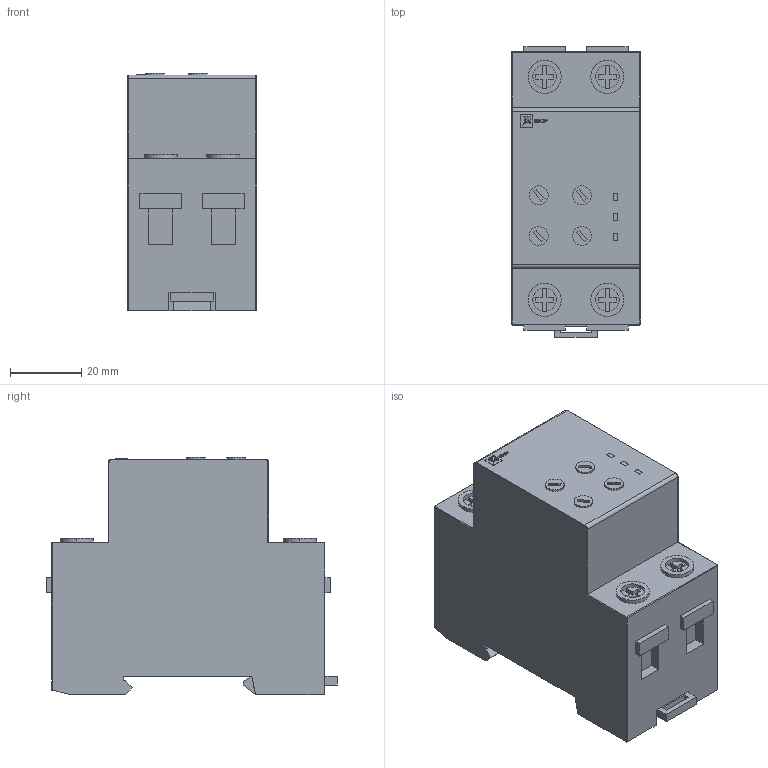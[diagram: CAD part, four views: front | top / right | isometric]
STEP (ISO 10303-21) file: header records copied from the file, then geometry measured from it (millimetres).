
FILE_DESCRIPTION (( 'STEP AP203' ), '1' );
FILE_NAME ('Ðåëå íàïðÿæåíèÿ RV-32A (ñêâîçíîå ïîäêëþ÷åíèå) (rv-32a).STEP', '2018-09-04T05:54:50', ( '' ), ( '' ), 'SwSTEP 2.0', 'SolidWorks 2017', '' );
FILE_SCHEMA (( 'CONFIG_CONTROL_DESIGN' ));
Length unit declared in the file: millimetre
Products named in the file (1): Ðåëå íàïðÿæåíèÿ RV-32A (ñêâîçíîå ïîäêëþ÷åíèå) (rv-32a)
Bounding box: 36.3 x 81.6 x 66.6 mm (x, y, z)
Volume: 149460.3 mm3; surface area: 20271.3 mm2
Topology: 1 solids, 1 shells, 316 faces, 824 edges, 538 vertices
Faces by surface type: plane 232, cylinder 58, bspline 18, torus 4, sphere 4
Entity records: 10163 total; most frequent: CARTESIAN_POINT 2359, ORIENTED_EDGE 1640, DIRECTION 1502, EDGE_CURVE 820, VECTOR 652, LINE 652, VERTEX_POINT 538, AXIS2_PLACEMENT_3D 425
